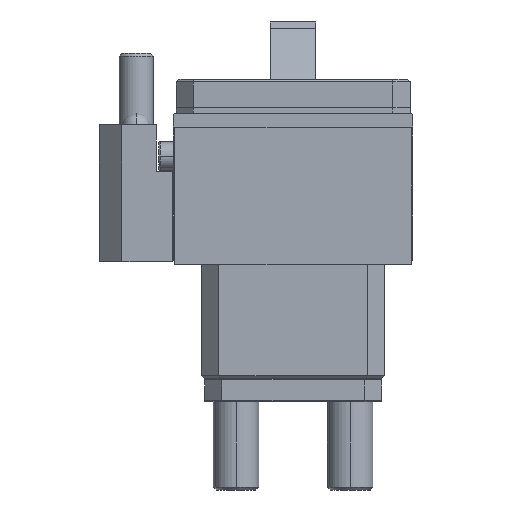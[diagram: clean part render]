
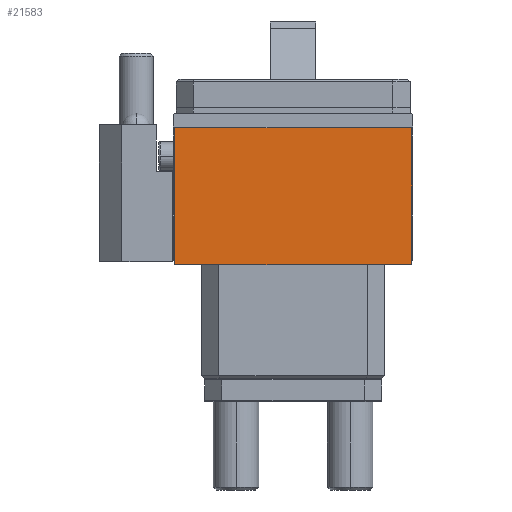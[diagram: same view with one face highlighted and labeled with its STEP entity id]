
A CAD part, left-side view. The second image highlights one B-rep face of the part: STEP entity #21583.
In plain terms, the highlighted planar face has unit normal (-1, 0, 0).
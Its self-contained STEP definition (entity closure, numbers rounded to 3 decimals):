
#1183 = LINE ( 'NONE', #25361, #3265 ) ;
#3265 = VECTOR ( 'NONE', #7062, 1000. ) ;
#4182 = EDGE_CURVE ( 'NONE', #18818, #4644, #6337, .T. ) ;
#4644 = VERTEX_POINT ( 'NONE', #37025 ) ;
#4900 = LINE ( 'NONE', #23579, #9548 ) ;
#5206 = ORIENTED_EDGE ( 'NONE', *, *, #7651, .T. ) ;
#6337 = LINE ( 'NONE', #34147, #27213 ) ;
#7062 = DIRECTION ( 'NONE',  ( 0., 0., -1. ) ) ;
#7651 = EDGE_CURVE ( 'NONE', #22388, #4644, #36524, .T. ) ;
#8072 = DIRECTION ( 'NONE',  ( 0., -1., 0. ) ) ;
#9548 = VECTOR ( 'NONE', #14223, 1000. ) ;
#10886 = CARTESIAN_POINT ( 'NONE',  ( 0., 20.75, 0. ) ) ;
#11581 = VECTOR ( 'NONE', #8072, 1000. ) ;
#14223 = DIRECTION ( 'NONE',  ( 0., -1., 0. ) ) ;
#14532 = CARTESIAN_POINT ( 'NONE',  ( 0., -20.75, 24. ) ) ;
#17367 = ORIENTED_EDGE ( 'NONE', *, *, #4182, .F. ) ;
#17511 = VERTEX_POINT ( 'NONE', #19468 ) ;
#18818 = VERTEX_POINT ( 'NONE', #14532 ) ;
#19468 = CARTESIAN_POINT ( 'NONE',  ( 0., 20.75, 24. ) ) ;
#20223 = ORIENTED_EDGE ( 'NONE', *, *, #24623, .F. ) ;
#20955 = AXIS2_PLACEMENT_3D ( 'NONE', #21328, #30432, #30030 ) ;
#21328 = CARTESIAN_POINT ( 'NONE',  ( 0., 20.75, 24. ) ) ;
#21583 = ADVANCED_FACE ( 'NONE', ( #33282 ), #27174, .F. ) ;
#22388 = VERTEX_POINT ( 'NONE', #10886 ) ;
#23579 = CARTESIAN_POINT ( 'NONE',  ( 0., 20.75, 24. ) ) ;
#24623 = EDGE_CURVE ( 'NONE', #17511, #18818, #4900, .T. ) ;
#25361 = CARTESIAN_POINT ( 'NONE',  ( 0., 20.75, 24. ) ) ;
#27174 = PLANE ( 'NONE',  #20955 ) ;
#27213 = VECTOR ( 'NONE', #31877, 1000. ) ;
#29968 = EDGE_CURVE ( 'NONE', #17511, #22388, #1183, .T. ) ;
#30030 = DIRECTION ( 'NONE',  ( 0., 1., 0. ) ) ;
#30432 = DIRECTION ( 'NONE',  ( 1., 0., 0. ) ) ;
#31877 = DIRECTION ( 'NONE',  ( 0., 0., -1. ) ) ;
#32638 = CARTESIAN_POINT ( 'NONE',  ( 0., 20.75, 0. ) ) ;
#33124 = EDGE_LOOP ( 'NONE', ( #5206, #17367, #20223, #38145 ) ) ;
#33282 = FACE_OUTER_BOUND ( 'NONE', #33124, .T. ) ;
#34147 = CARTESIAN_POINT ( 'NONE',  ( 0., -20.75, 24. ) ) ;
#36524 = LINE ( 'NONE', #32638, #11581 ) ;
#37025 = CARTESIAN_POINT ( 'NONE',  ( 0., -20.75, 0. ) ) ;
#38145 = ORIENTED_EDGE ( 'NONE', *, *, #29968, .T. ) ;
